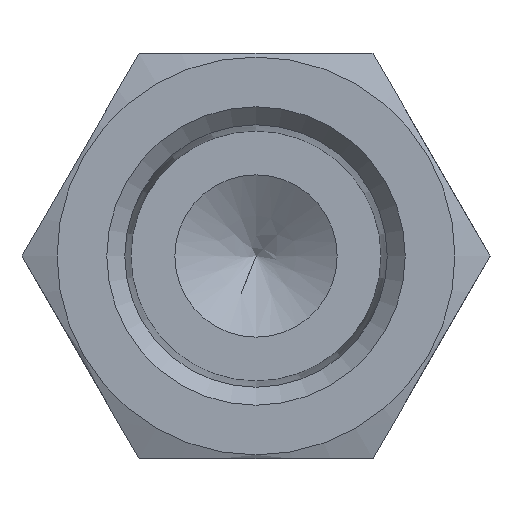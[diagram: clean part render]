
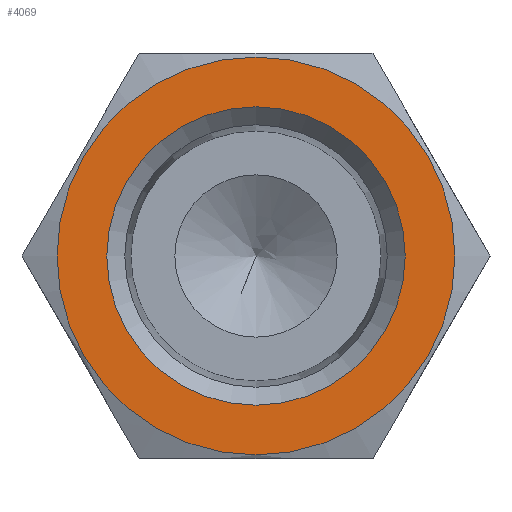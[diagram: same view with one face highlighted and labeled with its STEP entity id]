
A CAD part, left-side view. The second image highlights one B-rep face of the part: STEP entity #4069.
In plain terms, the highlighted planar face has unit normal (-1, 0, 0).
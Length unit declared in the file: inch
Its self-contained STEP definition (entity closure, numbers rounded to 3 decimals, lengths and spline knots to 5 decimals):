
#3235=CARTESIAN_POINT('',(0.0,0.,0.345));
#3236=VERTEX_POINT('',#3235);
#3237=CARTESIAN_POINT('',(0.0,0.,0.0));
#3238=DIRECTION('',(1.0,0.0,0.0));
#3239=DIRECTION('',(0.0,0.0,-1.0));
#3240=AXIS2_PLACEMENT_3D('',#3237,#3238,#3239);
#3241=CIRCLE('',#3240,0.345);
#3242=EDGE_CURVE('',#3236,#3236,#3241,.T.);
#3750=CARTESIAN_POINT('',(0.0,0.46,0.0));
#3751=VERTEX_POINT('',#3750);
#3752=CARTESIAN_POINT('',(0.0,0.0,0.0));
#3753=DIRECTION('',(-1.0,0.0,0.0));
#3754=DIRECTION('',(0.0,1.0,0.0));
#3755=AXIS2_PLACEMENT_3D('',#3752,#3753,#3754);
#3756=CIRCLE('',#3755,0.46);
#3757=EDGE_CURVE('',#3751,#3751,#3756,.T.);
#4058=CARTESIAN_POINT('',(0.0,0.,0.));
#4059=DIRECTION('',(1.0,0.0,0.0));
#4060=DIRECTION('',(0.0,0.0,-1.0));
#4061=AXIS2_PLACEMENT_3D('',#4058,#4059,#4060);
#4062=PLANE('',#4061);
#4063=ORIENTED_EDGE('',*,*,#3757,.T.);
#4064=EDGE_LOOP('',(#4063));
#4065=FACE_OUTER_BOUND('',#4064,.T.);
#4066=ORIENTED_EDGE('',*,*,#3242,.T.);
#4067=EDGE_LOOP('',(#4066));
#4068=FACE_BOUND('',#4067,.T.);
#4069=ADVANCED_FACE('',(#4065,#4068),#4062,.F.);
